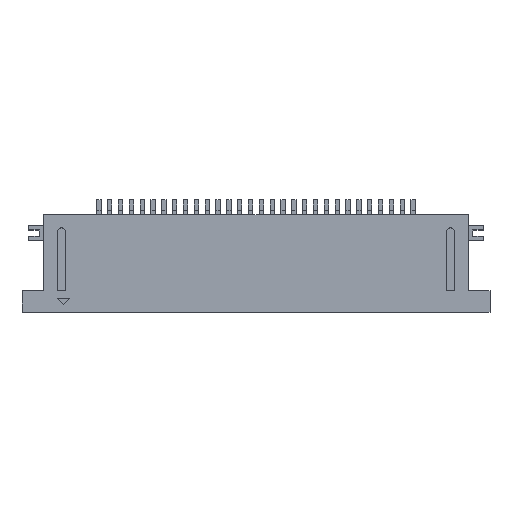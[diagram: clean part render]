
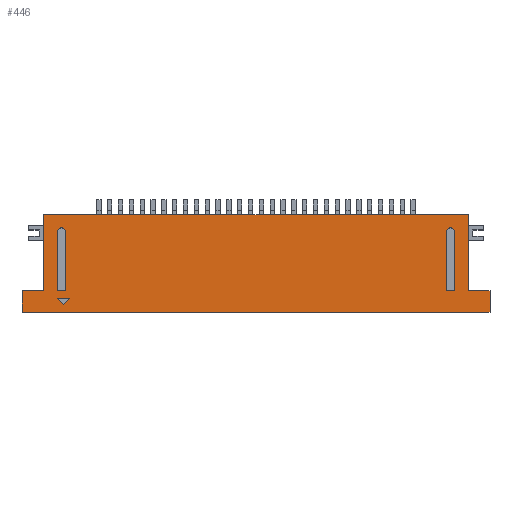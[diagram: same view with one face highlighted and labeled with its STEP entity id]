
A CAD part, top view. The second image highlights one B-rep face of the part: STEP entity #446.
In plain terms, the highlighted planar face has unit normal (0, 0, 1).
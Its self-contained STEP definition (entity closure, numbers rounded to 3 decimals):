
#138=FACE_BOUND('',#2607,.T.);
#139=FACE_BOUND('',#2608,.T.);
#140=FACE_BOUND('',#2609,.T.);
#141=FACE_BOUND('',#2610,.T.);
#183=CIRCLE('',#15446,0.175);
#184=CIRCLE('',#15447,0.175);
#446=ADVANCED_FACE('',(#138,#139,#140,#141),#1199,.T.);
#1199=PLANE('',#15448);
#2607=EDGE_LOOP('',(#3978,#3979,#3980,#3981));
#2608=EDGE_LOOP('',(#3982,#3983,#3984,#3985));
#2609=EDGE_LOOP('',(#3986,#3987,#3988,#3989,#3990,#3991,#3992,#3993));
#2610=EDGE_LOOP('',(#3994,#3995,#3996));
#3978=ORIENTED_EDGE('',*,*,#9739,.F.);
#3979=ORIENTED_EDGE('',*,*,#9740,.T.);
#3980=ORIENTED_EDGE('',*,*,#9741,.F.);
#3981=ORIENTED_EDGE('',*,*,#9742,.F.);
#3982=ORIENTED_EDGE('',*,*,#9743,.F.);
#3983=ORIENTED_EDGE('',*,*,#9744,.T.);
#3984=ORIENTED_EDGE('',*,*,#9745,.F.);
#3985=ORIENTED_EDGE('',*,*,#9746,.F.);
#3986=ORIENTED_EDGE('',*,*,#9747,.T.);
#3987=ORIENTED_EDGE('',*,*,#9218,.F.);
#3988=ORIENTED_EDGE('',*,*,#9706,.T.);
#3989=ORIENTED_EDGE('',*,*,#9258,.T.);
#3990=ORIENTED_EDGE('',*,*,#9748,.T.);
#3991=ORIENTED_EDGE('',*,*,#9749,.T.);
#3992=ORIENTED_EDGE('',*,*,#9750,.F.);
#3993=ORIENTED_EDGE('',*,*,#9751,.F.);
#3994=ORIENTED_EDGE('',*,*,#9752,.F.);
#3995=ORIENTED_EDGE('',*,*,#9753,.F.);
#3996=ORIENTED_EDGE('',*,*,#9754,.F.);
#7758=VERTEX_POINT('',#20311);
#7759=VERTEX_POINT('',#20313);
#7792=VERTEX_POINT('',#20391);
#7793=VERTEX_POINT('',#20393);
#8205=VERTEX_POINT('',#21343);
#8206=VERTEX_POINT('',#21344);
#8207=VERTEX_POINT('',#21346);
#8208=VERTEX_POINT('',#21348);
#8209=VERTEX_POINT('',#21351);
#8210=VERTEX_POINT('',#21352);
#8211=VERTEX_POINT('',#21354);
#8212=VERTEX_POINT('',#21356);
#8213=VERTEX_POINT('',#21359);
#8214=VERTEX_POINT('',#21361);
#8215=VERTEX_POINT('',#21363);
#8216=VERTEX_POINT('',#21365);
#8217=VERTEX_POINT('',#21368);
#8218=VERTEX_POINT('',#21369);
#8219=VERTEX_POINT('',#21371);
#9218=EDGE_CURVE('',#7758,#7759,#11415,.T.);
#9258=EDGE_CURVE('',#7793,#7792,#11455,.T.);
#9706=EDGE_CURVE('',#7758,#7793,#11901,.T.);
#9739=EDGE_CURVE('',#8205,#8206,#11931,.T.);
#9740=EDGE_CURVE('',#8205,#8207,#11932,.T.);
#9741=EDGE_CURVE('',#8208,#8207,#11933,.T.);
#9742=EDGE_CURVE('',#8206,#8208,#183,.T.);
#9743=EDGE_CURVE('',#8209,#8210,#11934,.T.);
#9744=EDGE_CURVE('',#8209,#8211,#11935,.T.);
#9745=EDGE_CURVE('',#8212,#8211,#11936,.T.);
#9746=EDGE_CURVE('',#8210,#8212,#184,.T.);
#9747=EDGE_CURVE('',#8213,#7759,#11937,.T.);
#9748=EDGE_CURVE('',#7792,#8214,#11938,.T.);
#9749=EDGE_CURVE('',#8214,#8215,#11939,.T.);
#9750=EDGE_CURVE('',#8216,#8215,#11940,.T.);
#9751=EDGE_CURVE('',#8213,#8216,#11941,.T.);
#9752=EDGE_CURVE('',#8217,#8218,#11942,.T.);
#9753=EDGE_CURVE('',#8219,#8217,#11943,.T.);
#9754=EDGE_CURVE('',#8218,#8219,#11944,.T.);
#11415=LINE('',#20312,#13409);
#11455=LINE('',#20392,#13449);
#11901=LINE('',#21281,#13895);
#11931=LINE('',#21342,#13925);
#11932=LINE('',#21345,#13926);
#11933=LINE('',#21347,#13927);
#11934=LINE('',#21350,#13928);
#11935=LINE('',#21353,#13929);
#11936=LINE('',#21355,#13930);
#11937=LINE('',#21358,#13931);
#11938=LINE('',#21360,#13932);
#11939=LINE('',#21362,#13933);
#11940=LINE('',#21364,#13934);
#11941=LINE('',#21366,#13935);
#11942=LINE('',#21367,#13936);
#11943=LINE('',#21370,#13937);
#11944=LINE('',#21372,#13938);
#13409=VECTOR('',#16371,1.);
#13449=VECTOR('',#16423,1.);
#13895=VECTOR('',#16969,1.);
#13925=VECTOR('',#17023,1.);
#13926=VECTOR('',#17024,1.);
#13927=VECTOR('',#17025,1.);
#13928=VECTOR('',#17028,1.);
#13929=VECTOR('',#17029,1.);
#13930=VECTOR('',#17030,1.);
#13931=VECTOR('',#17033,1.);
#13932=VECTOR('',#17034,1.);
#13933=VECTOR('',#17035,1.);
#13934=VECTOR('',#17036,1.);
#13935=VECTOR('',#17037,1.);
#13936=VECTOR('',#17038,1.);
#13937=VECTOR('',#17039,1.);
#13938=VECTOR('',#17040,1.);
#15446=AXIS2_PLACEMENT_3D('',#21349,#17026,#17027);
#15447=AXIS2_PLACEMENT_3D('',#21357,#17031,#17032);
#15448=AXIS2_PLACEMENT_3D('',#21373,#17041,#17042);
#16371=DIRECTION('',(0.,-1.,0.));
#16423=DIRECTION('',(0.,-1.,0.));
#16969=DIRECTION('',(-1.,0.,0.));
#17023=DIRECTION('',(0.,1.,0.));
#17024=DIRECTION('',(-1.,0.,0.));
#17025=DIRECTION('',(0.,-1.,0.));
#17026=DIRECTION('',(0.,0.,1.));
#17027=DIRECTION('',(1.,0.,0.));
#17028=DIRECTION('',(0.,1.,0.));
#17029=DIRECTION('',(-1.,0.,0.));
#17030=DIRECTION('',(0.,-1.,0.));
#17031=DIRECTION('',(0.,0.,1.));
#17032=DIRECTION('',(1.,0.,0.));
#17033=DIRECTION('',(-1.,0.,0.));
#17034=DIRECTION('',(-1.,0.,0.));
#17035=DIRECTION('',(0.,-1.,0.));
#17036=DIRECTION('',(-1.,0.,0.));
#17037=DIRECTION('',(0.,-1.,0.));
#17038=DIRECTION('',(0.682,0.731,0.));
#17039=DIRECTION('',(0.682,-0.731,0.));
#17040=DIRECTION('',(-1.,0.,0.));
#17041=DIRECTION('',(0.,0.,1.));
#17042=DIRECTION('',(1.,0.,0.));
#20311=CARTESIAN_POINT('',(9.8,3.5,2.12));
#20312=CARTESIAN_POINT('',(9.8,3.5,2.12));
#20313=CARTESIAN_POINT('',(9.8,0.,2.12));
#20391=CARTESIAN_POINT('',(-9.8,0.,2.12));
#20392=CARTESIAN_POINT('',(-9.8,3.5,2.12));
#20393=CARTESIAN_POINT('',(-9.8,3.5,2.12));
#21281=CARTESIAN_POINT('',(9.8,3.5,2.12));
#21342=CARTESIAN_POINT('',(9.15,0.,2.12));
#21343=CARTESIAN_POINT('',(9.15,0.,2.12));
#21344=CARTESIAN_POINT('',(9.15,2.725,2.12));
#21345=CARTESIAN_POINT('',(10.8,0.,2.12));
#21346=CARTESIAN_POINT('',(8.8,0.,2.12));
#21347=CARTESIAN_POINT('',(8.8,2.725,2.12));
#21348=CARTESIAN_POINT('',(8.8,2.725,2.12));
#21349=CARTESIAN_POINT('',(8.975,2.725,2.12));
#21350=CARTESIAN_POINT('',(-8.8,0.,2.12));
#21351=CARTESIAN_POINT('',(-8.8,0.,2.12));
#21352=CARTESIAN_POINT('',(-8.8,2.725,2.12));
#21353=CARTESIAN_POINT('',(10.8,0.,2.12));
#21354=CARTESIAN_POINT('',(-9.15,0.,2.12));
#21355=CARTESIAN_POINT('',(-9.15,2.725,2.12));
#21356=CARTESIAN_POINT('',(-9.15,2.725,2.12));
#21357=CARTESIAN_POINT('',(-8.975,2.725,2.12));
#21358=CARTESIAN_POINT('',(10.8,0.,2.12));
#21359=CARTESIAN_POINT('',(10.8,0.,2.12));
#21360=CARTESIAN_POINT('',(10.8,0.,2.12));
#21361=CARTESIAN_POINT('',(-10.8,0.,2.12));
#21362=CARTESIAN_POINT('',(-10.8,0.,2.12));
#21363=CARTESIAN_POINT('',(-10.8,-1.,2.12));
#21364=CARTESIAN_POINT('',(10.8,-1.,2.12));
#21365=CARTESIAN_POINT('',(10.8,-1.,2.12));
#21366=CARTESIAN_POINT('',(10.8,0.,2.12));
#21367=CARTESIAN_POINT('',(-8.89,-0.65,2.12));
#21368=CARTESIAN_POINT('',(-8.89,-0.65,2.12));
#21369=CARTESIAN_POINT('',(-8.61,-0.35,2.12));
#21370=CARTESIAN_POINT('',(-9.17,-0.35,2.12));
#21371=CARTESIAN_POINT('',(-9.17,-0.35,2.12));
#21372=CARTESIAN_POINT('',(-8.61,-0.35,2.12));
#21373=CARTESIAN_POINT('',(9.8,3.5,2.12));
